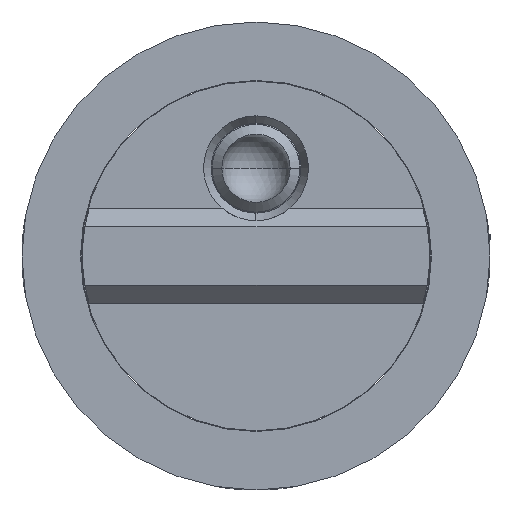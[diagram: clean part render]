
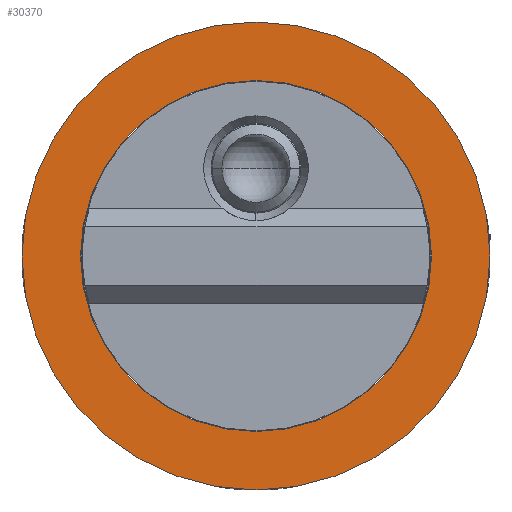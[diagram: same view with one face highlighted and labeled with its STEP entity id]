
A CAD part, left-side view. The second image highlights one B-rep face of the part: STEP entity #30370.
In plain terms, the highlighted planar face has unit normal (-1, 0, 0).
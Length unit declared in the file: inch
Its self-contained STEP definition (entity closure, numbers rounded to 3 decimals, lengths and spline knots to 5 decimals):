
#44 = CARTESIAN_POINT ( 'NONE',  ( -1.4375, 0., 0.5 ) ) ;
#1365 = ORIENTED_EDGE ( 'NONE', *, *, #2037, .T. ) ;
#2037 = EDGE_CURVE ( 'NONE', #28275, #41954, #45755, .T. ) ;
#2693 = DIRECTION ( 'NONE',  ( 0., 0., 1. ) ) ;
#3066 = CARTESIAN_POINT ( 'NONE',  ( -1.4375, 0., -0.375 ) ) ;
#6950 = DIRECTION ( 'NONE',  ( -1., 0., 0. ) ) ;
#7716 = AXIS2_PLACEMENT_3D ( 'NONE', #21924, #10113, #26350 ) ;
#7832 = ORIENTED_EDGE ( 'NONE', *, *, #49308, .F. ) ;
#7953 = ORIENTED_EDGE ( 'NONE', *, *, #39970, .F. ) ;
#8422 = CARTESIAN_POINT ( 'NONE',  ( -1.4375, 0., 0.375 ) ) ;
#10113 = DIRECTION ( 'NONE',  ( -1., 0., 0. ) ) ;
#10139 = DIRECTION ( 'NONE',  ( 0., 0., 1. ) ) ;
#11834 = DIRECTION ( 'NONE',  ( 0., 0., 1. ) ) ;
#14304 = EDGE_LOOP ( 'NONE', ( #7832, #7953 ) ) ;
#16447 = AXIS2_PLACEMENT_3D ( 'NONE', #43331, #6950, #50974 ) ;
#17770 = VERTEX_POINT ( 'NONE', #3066 ) ;
#18628 = DIRECTION ( 'NONE',  ( -1., 0., 0. ) ) ;
#21924 = CARTESIAN_POINT ( 'NONE',  ( -1.4375, 0., 0. ) ) ;
#24783 = PLANE ( 'NONE',  #7716 ) ;
#24998 = ORIENTED_EDGE ( 'NONE', *, *, #28762, .T. ) ;
#25605 = AXIS2_PLACEMENT_3D ( 'NONE', #30691, #18628, #2693 ) ;
#26350 = DIRECTION ( 'NONE',  ( 0., 0., 1. ) ) ;
#26650 = EDGE_LOOP ( 'NONE', ( #24998, #1365 ) ) ;
#27310 = CIRCLE ( 'NONE', #25605, 0.375 ) ;
#28275 = VERTEX_POINT ( 'NONE', #44 ) ;
#28326 = DIRECTION ( 'NONE',  ( -1., 0., 0. ) ) ;
#28762 = EDGE_CURVE ( 'NONE', #41954, #28275, #44361, .T. ) ;
#29772 = DIRECTION ( 'NONE',  ( -1., 0., 0. ) ) ;
#30370 = ADVANCED_FACE ( 'NONE', ( #44717, #48680 ), #24783, .T. ) ;
#30400 = AXIS2_PLACEMENT_3D ( 'NONE', #44846, #28326, #11834 ) ;
#30691 = CARTESIAN_POINT ( 'NONE',  ( -1.4375, 0., 0. ) ) ;
#33451 = AXIS2_PLACEMENT_3D ( 'NONE', #46030, #29772, #10139 ) ;
#36076 = VERTEX_POINT ( 'NONE', #8422 ) ;
#37914 = CIRCLE ( 'NONE', #30400, 0.375 ) ;
#39970 = EDGE_CURVE ( 'NONE', #36076, #17770, #37914, .T. ) ;
#41954 = VERTEX_POINT ( 'NONE', #47085 ) ;
#43331 = CARTESIAN_POINT ( 'NONE',  ( -1.4375, 0., 0. ) ) ;
#44361 = CIRCLE ( 'NONE', #33451, 0.5 ) ;
#44717 = FACE_OUTER_BOUND ( 'NONE', #26650, .T. ) ;
#44846 = CARTESIAN_POINT ( 'NONE',  ( -1.4375, 0., 0. ) ) ;
#45755 = CIRCLE ( 'NONE', #16447, 0.5 ) ;
#46030 = CARTESIAN_POINT ( 'NONE',  ( -1.4375, 0., 0. ) ) ;
#47085 = CARTESIAN_POINT ( 'NONE',  ( -1.4375, 0., -0.5 ) ) ;
#48680 = FACE_BOUND ( 'NONE', #14304, .T. ) ;
#49308 = EDGE_CURVE ( 'NONE', #17770, #36076, #27310, .T. ) ;
#50974 = DIRECTION ( 'NONE',  ( 0., 0., 1. ) ) ;
